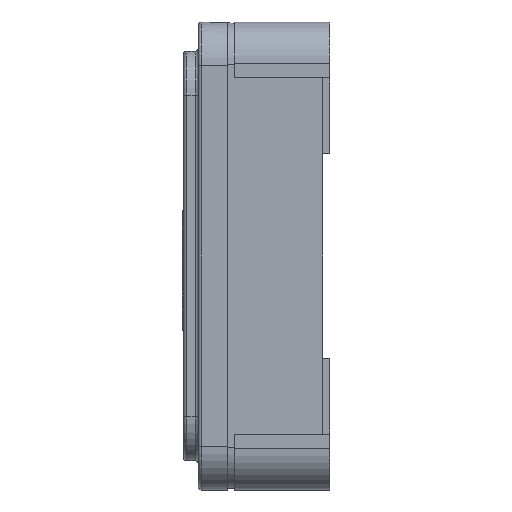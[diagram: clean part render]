
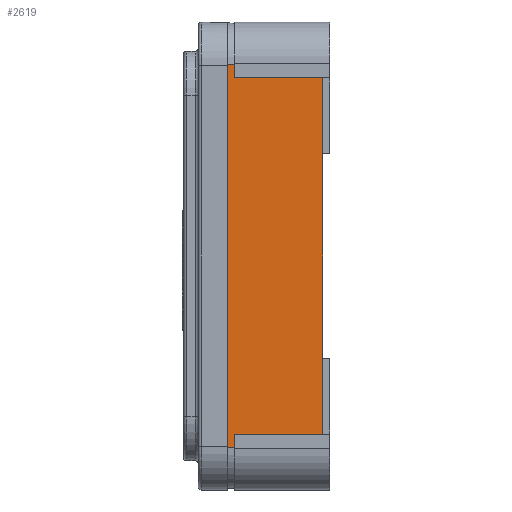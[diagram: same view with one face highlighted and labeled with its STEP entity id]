
A CAD part, left-side view. The second image highlights one B-rep face of the part: STEP entity #2619.
In plain terms, the highlighted planar face has unit normal (-1, 0, 0).
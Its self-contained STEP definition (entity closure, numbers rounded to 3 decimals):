
#142 = VECTOR ( 'NONE', #9017, 1000. ) ;
#190 = ORIENTED_EDGE ( 'NONE', *, *, #851, .T. ) ;
#308 = CARTESIAN_POINT ( 'NONE',  ( -2.49, 0.65, 1.59 ) ) ;
#387 = DIRECTION ( 'NONE',  ( 1., 0., 0. ) ) ;
#537 = DIRECTION ( 'NONE',  ( 0., 1., 0. ) ) ;
#545 = ORIENTED_EDGE ( 'NONE', *, *, #10009, .T. ) ;
#568 = DIRECTION ( 'NONE',  ( 0., 0., 1. ) ) ;
#577 = VECTOR ( 'NONE', #9369, 1000. ) ;
#813 = ORIENTED_EDGE ( 'NONE', *, *, #7079, .F. ) ;
#837 = LINE ( 'NONE', #6644, #5071 ) ;
#851 = EDGE_CURVE ( 'NONE', #8703, #6044, #10101, .T. ) ;
#1008 = CARTESIAN_POINT ( 'NONE',  ( -2.49, 0.65, -1.217 ) ) ;
#1090 = ORIENTED_EDGE ( 'NONE', *, *, #9609, .F. ) ;
#1285 = EDGE_CURVE ( 'NONE', #6694, #8012, #6299, .T. ) ;
#1370 = CARTESIAN_POINT ( 'NONE',  ( -2.49, 0.05, -1.217 ) ) ;
#1592 = ORIENTED_EDGE ( 'NONE', *, *, #2241, .T. ) ;
#1722 = AXIS2_PLACEMENT_3D ( 'NONE', #5170, #387, #5955 ) ;
#1885 = DIRECTION ( 'NONE',  ( 0., -1., 0. ) ) ;
#1897 = DIRECTION ( 'NONE',  ( 0., 0., 1. ) ) ;
#1901 = ORIENTED_EDGE ( 'NONE', *, *, #1285, .T. ) ;
#2144 = CARTESIAN_POINT ( 'NONE',  ( -2.49, 0.05, 1.59 ) ) ;
#2241 = EDGE_CURVE ( 'NONE', #7782, #2535, #9231, .T. ) ;
#2405 = VERTEX_POINT ( 'NONE', #1008 ) ;
#2535 = VERTEX_POINT ( 'NONE', #4355 ) ;
#2619 = ADVANCED_FACE ( 'NONE', ( #6288 ), #4331, .F. ) ;
#2899 = VECTOR ( 'NONE', #568, 1000. ) ;
#2940 = CARTESIAN_POINT ( 'NONE',  ( -2.49, 0.7, 1.59 ) ) ;
#3042 = CARTESIAN_POINT ( 'NONE',  ( -2.49, 0.05, 1.217 ) ) ;
#3580 = EDGE_CURVE ( 'NONE', #8703, #2405, #9301, .T. ) ;
#3872 = CARTESIAN_POINT ( 'NONE',  ( -2.49, 0.7, 1.31 ) ) ;
#4113 = VECTOR ( 'NONE', #7664, 1000. ) ;
#4331 = PLANE ( 'NONE',  #1722 ) ;
#4355 = CARTESIAN_POINT ( 'NONE',  ( -2.49, 0.7, 1.31 ) ) ;
#4382 = LINE ( 'NONE', #308, #142 ) ;
#4396 = VECTOR ( 'NONE', #537, 1000. ) ;
#4669 = EDGE_LOOP ( 'NONE', ( #1090, #1901, #545, #6466, #190, #813, #4840, #1592 ) ) ;
#4735 = CARTESIAN_POINT ( 'NONE',  ( -2.49, 0.7, -1.31 ) ) ;
#4840 = ORIENTED_EDGE ( 'NONE', *, *, #10019, .F. ) ;
#5023 = LINE ( 'NONE', #2940, #2899 ) ;
#5071 = VECTOR ( 'NONE', #1885, 1000. ) ;
#5170 = CARTESIAN_POINT ( 'NONE',  ( -2.49, 0.7, 1.59 ) ) ;
#5572 = CARTESIAN_POINT ( 'NONE',  ( -2.49, 0.65, -1.31 ) ) ;
#5955 = DIRECTION ( 'NONE',  ( 0., 0., -1. ) ) ;
#6044 = VERTEX_POINT ( 'NONE', #3042 ) ;
#6288 = FACE_OUTER_BOUND ( 'NONE', #4669, .T. ) ;
#6299 = LINE ( 'NONE', #8539, #10186 ) ;
#6466 = ORIENTED_EDGE ( 'NONE', *, *, #3580, .F. ) ;
#6644 = CARTESIAN_POINT ( 'NONE',  ( -2.49, 0.7, 1.217 ) ) ;
#6694 = VERTEX_POINT ( 'NONE', #4735 ) ;
#7079 = EDGE_CURVE ( 'NONE', #9984, #6044, #837, .T. ) ;
#7399 = CARTESIAN_POINT ( 'NONE',  ( -2.49, 0.65, 1.217 ) ) ;
#7664 = DIRECTION ( 'NONE',  ( 0., 0., 1. ) ) ;
#7782 = VERTEX_POINT ( 'NONE', #8978 ) ;
#8012 = VERTEX_POINT ( 'NONE', #5572 ) ;
#8217 = CARTESIAN_POINT ( 'NONE',  ( -2.49, 0.65, 1.59 ) ) ;
#8424 = CARTESIAN_POINT ( 'NONE',  ( -2.49, 0.7, -1.217 ) ) ;
#8539 = CARTESIAN_POINT ( 'NONE',  ( -2.49, 0.7, -1.31 ) ) ;
#8549 = VECTOR ( 'NONE', #1897, 1000. ) ;
#8703 = VERTEX_POINT ( 'NONE', #1370 ) ;
#8798 = LINE ( 'NONE', #8217, #8549 ) ;
#8978 = CARTESIAN_POINT ( 'NONE',  ( -2.49, 0.65, 1.31 ) ) ;
#9017 = DIRECTION ( 'NONE',  ( 0., 0., -1. ) ) ;
#9231 = LINE ( 'NONE', #3872, #577 ) ;
#9301 = LINE ( 'NONE', #8424, #4396 ) ;
#9331 = DIRECTION ( 'NONE',  ( 0., -1., 0. ) ) ;
#9369 = DIRECTION ( 'NONE',  ( 0., 1., 0. ) ) ;
#9609 = EDGE_CURVE ( 'NONE', #6694, #2535, #5023, .T. ) ;
#9984 = VERTEX_POINT ( 'NONE', #7399 ) ;
#10009 = EDGE_CURVE ( 'NONE', #8012, #2405, #8798, .T. ) ;
#10019 = EDGE_CURVE ( 'NONE', #7782, #9984, #4382, .T. ) ;
#10101 = LINE ( 'NONE', #2144, #4113 ) ;
#10186 = VECTOR ( 'NONE', #9331, 1000. ) ;
